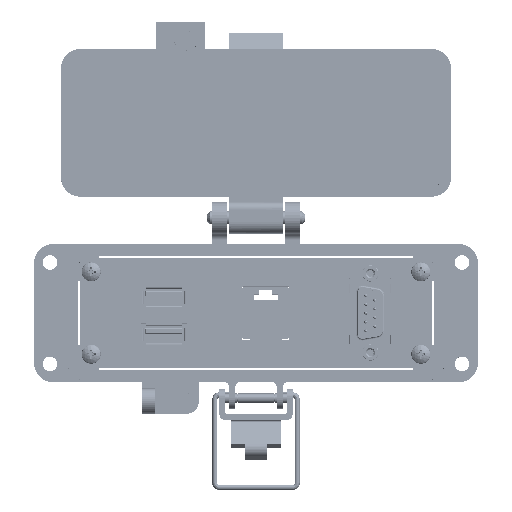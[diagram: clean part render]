
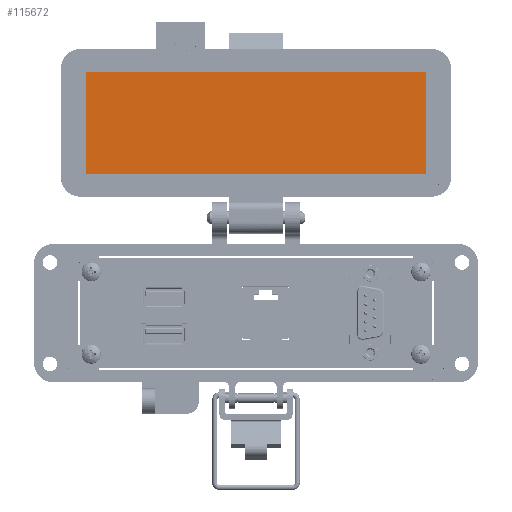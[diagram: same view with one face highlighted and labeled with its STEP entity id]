
A CAD part, top view. The second image highlights one B-rep face of the part: STEP entity #115672.
In plain terms, the highlighted planar face has unit normal (0, 0, 1).
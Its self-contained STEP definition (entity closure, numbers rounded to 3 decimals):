
#5512 = EDGE_CURVE ( 'NONE', #26800, #110163, #64633, .T. ) ;
#5740 = DIRECTION ( 'NONE',  ( -1., 0., 0. ) ) ;
#11135 = AXIS2_PLACEMENT_3D ( 'NONE', #27423, #66902, #49406 ) ;
#12318 = CARTESIAN_POINT ( 'NONE',  ( -53.75, 67.154, -25.55 ) ) ;
#15448 = CARTESIAN_POINT ( 'NONE',  ( 42., 51.154, -25.55 ) ) ;
#16954 = LINE ( 'NONE', #104916, #61848 ) ;
#20503 = EDGE_CURVE ( 'NONE', #117079, #26800, #16954, .T. ) ;
#21515 = ORIENTED_EDGE ( 'NONE', *, *, #5512, .F. ) ;
#21959 = LINE ( 'NONE', #123315, #42130 ) ;
#26800 = VERTEX_POINT ( 'NONE', #37214 ) ;
#27423 = CARTESIAN_POINT ( 'NONE',  ( -8.5, 67.154, -25.55 ) ) ;
#32984 = LINE ( 'NONE', #12318, #108609 ) ;
#35741 = DIRECTION ( 'NONE',  ( 0., -1., 0. ) ) ;
#37214 = CARTESIAN_POINT ( 'NONE',  ( 53.75, 51.154, -25.55 ) ) ;
#37750 = FACE_OUTER_BOUND ( 'NONE', #64379, .T. ) ;
#40163 = CARTESIAN_POINT ( 'NONE',  ( 53.75, 83.154, -25.55 ) ) ;
#40481 = ORIENTED_EDGE ( 'NONE', *, *, #20503, .F. ) ;
#42130 = VECTOR ( 'NONE', #71136, 1000. ) ;
#42205 = VECTOR ( 'NONE', #5740, 1000. ) ;
#47506 = PLANE ( 'NONE',  #11135 ) ;
#49406 = DIRECTION ( 'NONE',  ( 0., -1., 0. ) ) ;
#61848 = VECTOR ( 'NONE', #35741, 1000. ) ;
#64379 = EDGE_LOOP ( 'NONE', ( #70416, #89399, #21515, #40481 ) ) ;
#64633 = LINE ( 'NONE', #15448, #42205 ) ;
#66902 = DIRECTION ( 'NONE',  ( 0., 0., 1. ) ) ;
#70416 = ORIENTED_EDGE ( 'NONE', *, *, #103605, .F. ) ;
#71136 = DIRECTION ( 'NONE',  ( 1., 0., 0. ) ) ;
#85937 = CARTESIAN_POINT ( 'NONE',  ( -53.75, 51.154, -25.55 ) ) ;
#89399 = ORIENTED_EDGE ( 'NONE', *, *, #120395, .F. ) ;
#90456 = VERTEX_POINT ( 'NONE', #95336 ) ;
#95336 = CARTESIAN_POINT ( 'NONE',  ( -53.75, 83.154, -25.55 ) ) ;
#103605 = EDGE_CURVE ( 'NONE', #90456, #117079, #21959, .T. ) ;
#104916 = CARTESIAN_POINT ( 'NONE',  ( 53.75, 67.154, -25.55 ) ) ;
#108609 = VECTOR ( 'NONE', #122226, 1000. ) ;
#110163 = VERTEX_POINT ( 'NONE', #85937 ) ;
#115672 = ADVANCED_FACE ( 'NONE', ( #37750 ), #47506, .T. ) ;
#117079 = VERTEX_POINT ( 'NONE', #40163 ) ;
#120395 = EDGE_CURVE ( 'NONE', #110163, #90456, #32984, .T. ) ;
#122226 = DIRECTION ( 'NONE',  ( 0., 1., 0. ) ) ;
#123315 = CARTESIAN_POINT ( 'NONE',  ( -8.5, 83.154, -25.55 ) ) ;
